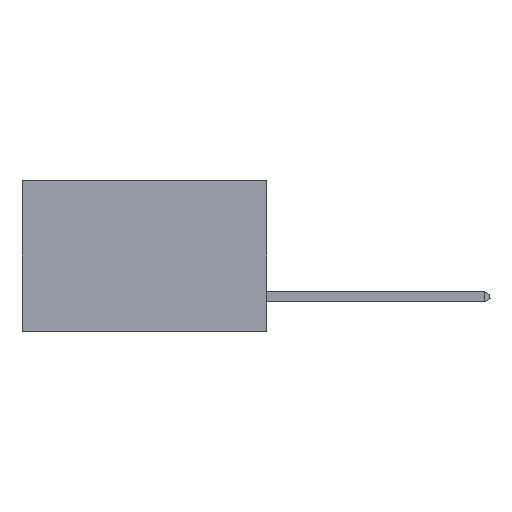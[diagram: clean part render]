
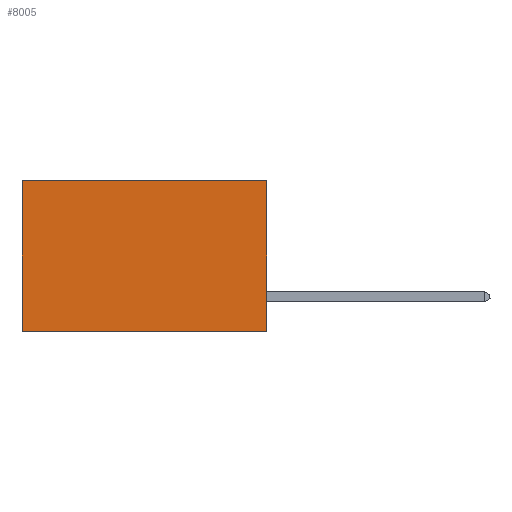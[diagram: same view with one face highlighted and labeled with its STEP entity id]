
A CAD part, left-side view. The second image highlights one B-rep face of the part: STEP entity #8005.
In plain terms, the highlighted planar face has unit normal (-1, 0, 0).
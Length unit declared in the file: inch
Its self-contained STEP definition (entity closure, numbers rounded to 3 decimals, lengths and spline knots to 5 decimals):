
#1334 = VECTOR ( 'NONE', #39249, 39.37008 ) ;
#1638 = DIRECTION ( 'NONE',  ( 0., 1., 0. ) ) ;
#2175 = EDGE_CURVE ( 'NONE', #39257, #38797, #40426, .T. ) ;
#3064 = CARTESIAN_POINT ( 'NONE',  ( 0.2875, 0.6, -0.37 ) ) ;
#3144 = AXIS2_PLACEMENT_3D ( 'NONE', #16945, #14051, #20881 ) ;
#4993 = DIRECTION ( 'NONE',  ( 0., 1., 0. ) ) ;
#5090 = CARTESIAN_POINT ( 'NONE',  ( 0.2875, 0.6, 0. ) ) ;
#5280 = VECTOR ( 'NONE', #9115, 39.37008 ) ;
#6943 = VERTEX_POINT ( 'NONE', #38997 ) ;
#8005 = ADVANCED_FACE ( 'NONE', ( #35500 ), #17531, .F. ) ;
#9115 = DIRECTION ( 'NONE',  ( 0., 0., -1. ) ) ;
#9192 = VECTOR ( 'NONE', #1638, 39.37008 ) ;
#9553 = ORIENTED_EDGE ( 'NONE', *, *, #28670, .T. ) ;
#10631 = VECTOR ( 'NONE', #4993, 39.37008 ) ;
#11249 = ORIENTED_EDGE ( 'NONE', *, *, #11707, .F. ) ;
#11707 = EDGE_CURVE ( 'NONE', #6943, #17883, #42125, .T. ) ;
#14051 = DIRECTION ( 'NONE',  ( 1., 0., 0. ) ) ;
#15396 = CARTESIAN_POINT ( 'NONE',  ( 0.2875, 0., 0. ) ) ;
#15402 = CARTESIAN_POINT ( 'NONE',  ( 0.2875, 0., -0.37 ) ) ;
#16452 = CARTESIAN_POINT ( 'NONE',  ( 0.2875, 0., 0. ) ) ;
#16945 = CARTESIAN_POINT ( 'NONE',  ( 0.2875, 0., 0. ) ) ;
#17531 = PLANE ( 'NONE',  #3144 ) ;
#17883 = VERTEX_POINT ( 'NONE', #19135 ) ;
#19135 = CARTESIAN_POINT ( 'NONE',  ( 0.2875, 0., -0.37 ) ) ;
#19410 = LINE ( 'NONE', #15402, #9192 ) ;
#20881 = DIRECTION ( 'NONE',  ( 0., 0., -1. ) ) ;
#25578 = CARTESIAN_POINT ( 'NONE',  ( 0.2875, 0.6, 0. ) ) ;
#28670 = EDGE_CURVE ( 'NONE', #6943, #39257, #31273, .T. ) ;
#31273 = LINE ( 'NONE', #15396, #10631 ) ;
#31579 = ORIENTED_EDGE ( 'NONE', *, *, #2175, .T. ) ;
#33190 = EDGE_CURVE ( 'NONE', #17883, #38797, #19410, .T. ) ;
#35500 = FACE_OUTER_BOUND ( 'NONE', #37049, .T. ) ;
#37049 = EDGE_LOOP ( 'NONE', ( #31579, #38638, #11249, #9553 ) ) ;
#38638 = ORIENTED_EDGE ( 'NONE', *, *, #33190, .F. ) ;
#38797 = VERTEX_POINT ( 'NONE', #3064 ) ;
#38997 = CARTESIAN_POINT ( 'NONE',  ( 0.2875, 0., 0. ) ) ;
#39249 = DIRECTION ( 'NONE',  ( 0., 0., -1. ) ) ;
#39257 = VERTEX_POINT ( 'NONE', #5090 ) ;
#40426 = LINE ( 'NONE', #25578, #1334 ) ;
#42125 = LINE ( 'NONE', #16452, #5280 ) ;
